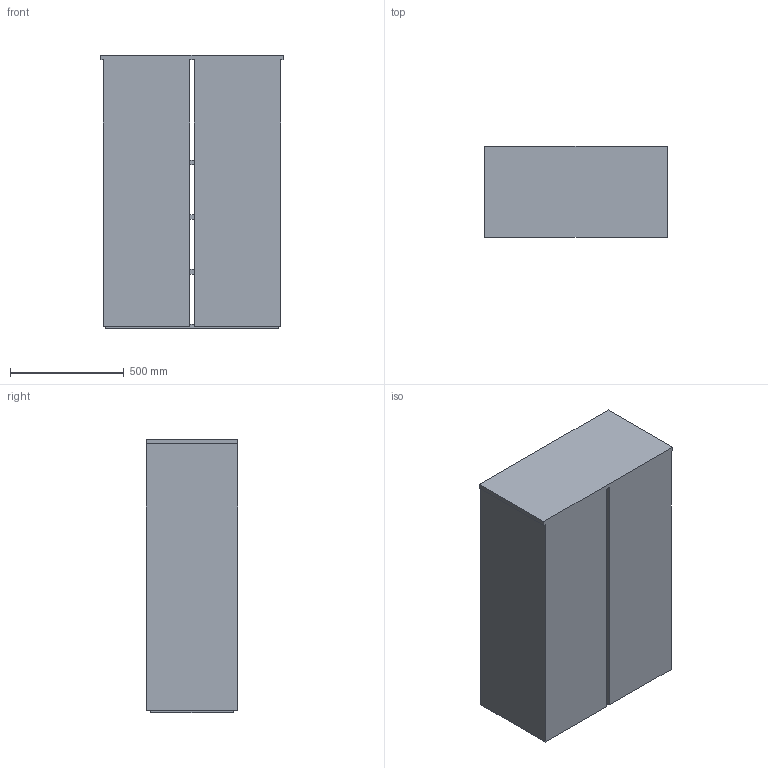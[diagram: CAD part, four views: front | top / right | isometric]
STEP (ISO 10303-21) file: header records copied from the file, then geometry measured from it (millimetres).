
FILE_DESCRIPTION(('Open CASCADE Model'),'2;1');
FILE_NAME('Open CASCADE Shape Model','2024-05-26T12:49:17',('Author'),( 'Open CASCADE'),'Open CASCADE STEP processor 7.7','Open CASCADE 7.7' ,'Unknown');
FILE_SCHEMA(('AUTOMOTIVE_DESIGN { 1 0 10303 214 1 1 1 1 }'));
Length unit declared in the file: millimetre
Products named in the file (1): Open CASCADE STEP translator 7.7 10
Bounding box: 800 x 400 x 1200 mm (x, y, z)
Volume: 365320000 mm3; surface area: 4370800 mm2
Topology: 1 solids, 1 shells, 32 faces, 96 edges, 64 vertices
Faces by surface type: plane 32
Entity records: 2254 total; most frequent: CARTESIAN_POINT 465, DIRECTION 274, LINE 208, VECTOR 208, ORIENTED_EDGE 192, PCURVE 192, DEFINITIONAL_REPRESENTATION 192, EDGE_CURVE 96
